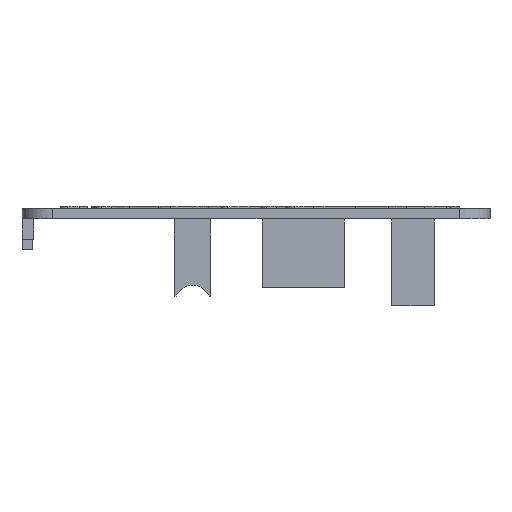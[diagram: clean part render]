
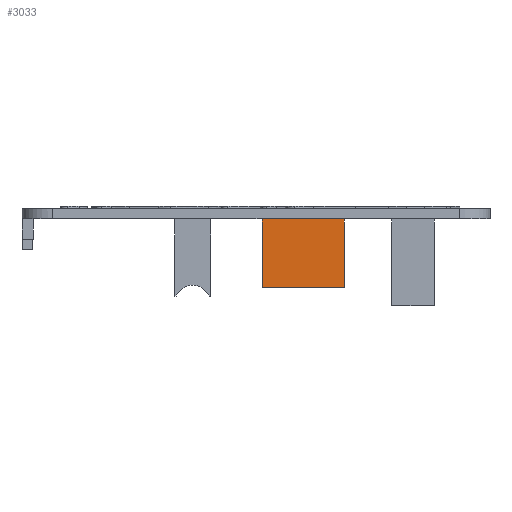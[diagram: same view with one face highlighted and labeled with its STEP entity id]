
A CAD part, left-side view. The second image highlights one B-rep face of the part: STEP entity #3033.
In plain terms, the highlighted planar face has unit normal (-1, 0, 0).
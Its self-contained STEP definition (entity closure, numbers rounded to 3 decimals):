
#175=LINE('',#5454,#390);
#176=LINE('',#5457,#391);
#177=LINE('',#5459,#392);
#178=LINE('',#5460,#393);
#390=VECTOR('',#3295,13.4);
#391=VECTOR('',#3298,16.);
#392=VECTOR('',#3299,16.);
#393=VECTOR('',#3300,13.4);
#719=FACE_OUTER_BOUND('',#890,.T.);
#890=EDGE_LOOP('',(#2655,#2656,#2657,#2658));
#1408=VERTEX_POINT('',#5448);
#1410=VERTEX_POINT('',#5452);
#1411=VERTEX_POINT('',#5456);
#1412=VERTEX_POINT('',#5458);
#1839=EDGE_CURVE('',#1408,#1410,#175,.T.);
#1840=EDGE_CURVE('',#1408,#1411,#176,.T.);
#1841=EDGE_CURVE('',#1412,#1410,#177,.T.);
#1842=EDGE_CURVE('',#1411,#1412,#178,.T.);
#2655=ORIENTED_EDGE('',*,*,#1840,.F.);
#2656=ORIENTED_EDGE('',*,*,#1839,.T.);
#2657=ORIENTED_EDGE('',*,*,#1841,.F.);
#2658=ORIENTED_EDGE('',*,*,#1842,.F.);
#2876=PLANE('',#3086);
#3033=ADVANCED_FACE('',(#719),#2876,.T.);
#3086=AXIS2_PLACEMENT_3D('',#5455,#3296,#3297);
#3295=DIRECTION('',(0.,0.,-1.));
#3296=DIRECTION('center_axis',(-1.,0.,0.));
#3297=DIRECTION('ref_axis',(0.,1.,0.));
#3298=DIRECTION('',(0.,-1.,0.));
#3299=DIRECTION('',(0.,1.,0.));
#3300=DIRECTION('',(0.,0.,-1.));
#5448=CARTESIAN_POINT('',(29.,-1.177,0.));
#5452=CARTESIAN_POINT('',(29.,-1.177,-13.4));
#5454=CARTESIAN_POINT('',(29.,-1.177,0.));
#5455=CARTESIAN_POINT('Origin',(29.,-17.177,0.));
#5456=CARTESIAN_POINT('',(29.,-17.177,0.));
#5457=CARTESIAN_POINT('',(29.,-8.589,0.));
#5458=CARTESIAN_POINT('',(29.,-17.177,-13.4));
#5459=CARTESIAN_POINT('',(29.,-17.177,-13.4));
#5460=CARTESIAN_POINT('',(29.,-17.177,0.));
